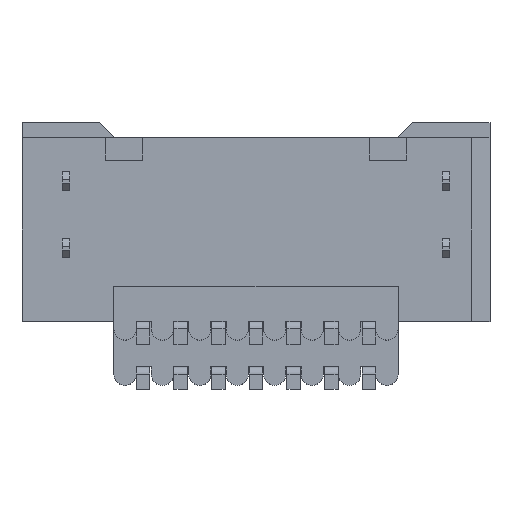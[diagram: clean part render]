
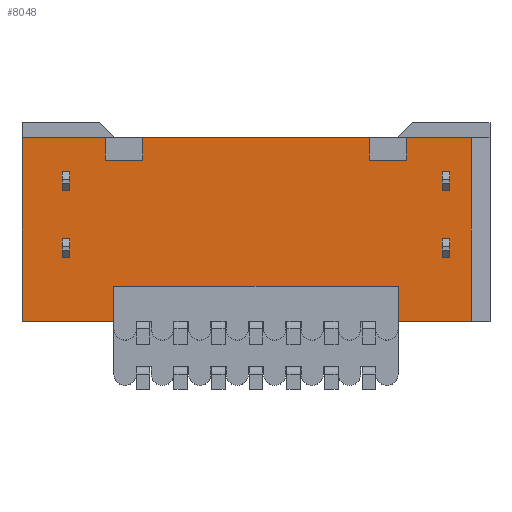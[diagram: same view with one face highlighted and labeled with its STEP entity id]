
A CAD part, top view. The second image highlights one B-rep face of the part: STEP entity #8048.
In plain terms, the highlighted planar face has unit normal (0, 0, 1).
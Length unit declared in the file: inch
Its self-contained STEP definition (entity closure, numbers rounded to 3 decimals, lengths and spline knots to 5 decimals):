
#1503=ORIENTED_EDGE('',*,*,#3174,.F.);
#1504=ORIENTED_EDGE('',*,*,#3175,.T.);
#1505=ORIENTED_EDGE('',*,*,#3176,.F.);
#1506=ORIENTED_EDGE('',*,*,#3177,.F.);
#1507=ORIENTED_EDGE('',*,*,#3178,.F.);
#1508=ORIENTED_EDGE('',*,*,#3179,.T.);
#1509=ORIENTED_EDGE('',*,*,#3180,.F.);
#1510=ORIENTED_EDGE('',*,*,#3181,.F.);
#1511=ORIENTED_EDGE('',*,*,#3182,.F.);
#1512=ORIENTED_EDGE('',*,*,#3183,.T.);
#1513=ORIENTED_EDGE('',*,*,#3184,.F.);
#1514=ORIENTED_EDGE('',*,*,#3185,.F.);
#1515=ORIENTED_EDGE('',*,*,#3186,.F.);
#1516=ORIENTED_EDGE('',*,*,#3187,.T.);
#1517=ORIENTED_EDGE('',*,*,#3188,.F.);
#1518=ORIENTED_EDGE('',*,*,#3189,.F.);
#1519=ORIENTED_EDGE('',*,*,#3190,.F.);
#1520=ORIENTED_EDGE('',*,*,#3191,.T.);
#1521=ORIENTED_EDGE('',*,*,#3192,.F.);
#1522=ORIENTED_EDGE('',*,*,#3193,.F.);
#1523=ORIENTED_EDGE('',*,*,#3194,.F.);
#1524=ORIENTED_EDGE('',*,*,#3195,.T.);
#1525=ORIENTED_EDGE('',*,*,#3196,.T.);
#1526=ORIENTED_EDGE('',*,*,#3197,.T.);
#1527=ORIENTED_EDGE('',*,*,#3198,.F.);
#1528=ORIENTED_EDGE('',*,*,#3199,.F.);
#1529=ORIENTED_EDGE('',*,*,#3200,.T.);
#1530=ORIENTED_EDGE('',*,*,#3201,.T.);
#1531=ORIENTED_EDGE('',*,*,#3202,.F.);
#1532=ORIENTED_EDGE('',*,*,#3203,.T.);
#1533=ORIENTED_EDGE('',*,*,#3204,.F.);
#1534=ORIENTED_EDGE('',*,*,#3205,.F.);
#3174=EDGE_CURVE('',#4127,#4128,#5027,.T.);
#3175=EDGE_CURVE('',#4127,#4129,#5028,.T.);
#3176=EDGE_CURVE('',#4130,#4129,#5029,.T.);
#3177=EDGE_CURVE('',#4128,#4130,#5030,.T.);
#3178=EDGE_CURVE('',#4131,#4132,#5031,.T.);
#3179=EDGE_CURVE('',#4131,#4133,#5032,.T.);
#3180=EDGE_CURVE('',#4134,#4133,#5033,.T.);
#3181=EDGE_CURVE('',#4132,#4134,#5034,.T.);
#3182=EDGE_CURVE('',#4135,#4136,#5035,.T.);
#3183=EDGE_CURVE('',#4135,#4137,#5036,.T.);
#3184=EDGE_CURVE('',#4138,#4137,#5037,.T.);
#3185=EDGE_CURVE('',#4136,#4138,#5038,.T.);
#3186=EDGE_CURVE('',#4139,#4140,#5039,.T.);
#3187=EDGE_CURVE('',#4139,#4141,#5040,.T.);
#3188=EDGE_CURVE('',#4142,#4141,#5041,.T.);
#3189=EDGE_CURVE('',#4140,#4142,#5042,.T.);
#3190=EDGE_CURVE('',#4143,#4144,#5043,.T.);
#3191=EDGE_CURVE('',#4143,#4145,#5044,.T.);
#3192=EDGE_CURVE('',#4146,#4145,#5045,.T.);
#3193=EDGE_CURVE('',#4147,#4146,#5046,.T.);
#3194=EDGE_CURVE('',#4148,#4147,#5047,.T.);
#3195=EDGE_CURVE('',#4148,#4149,#5048,.T.);
#3196=EDGE_CURVE('',#4149,#4150,#5049,.T.);
#3197=EDGE_CURVE('',#4150,#4151,#5050,.T.);
#3198=EDGE_CURVE('',#4152,#4151,#5051,.T.);
#3199=EDGE_CURVE('',#4153,#4152,#5052,.T.);
#3200=EDGE_CURVE('',#4153,#4154,#5053,.T.);
#3201=EDGE_CURVE('',#4154,#4155,#5054,.T.);
#3202=EDGE_CURVE('',#4156,#4155,#5055,.T.);
#3203=EDGE_CURVE('',#4156,#4157,#5056,.T.);
#3204=EDGE_CURVE('',#4158,#4157,#5057,.T.);
#3205=EDGE_CURVE('',#4144,#4158,#5058,.T.);
#4127=VERTEX_POINT('',#12237);
#4128=VERTEX_POINT('',#12238);
#4129=VERTEX_POINT('',#12240);
#4130=VERTEX_POINT('',#12242);
#4131=VERTEX_POINT('',#12245);
#4132=VERTEX_POINT('',#12246);
#4133=VERTEX_POINT('',#12248);
#4134=VERTEX_POINT('',#12250);
#4135=VERTEX_POINT('',#12253);
#4136=VERTEX_POINT('',#12254);
#4137=VERTEX_POINT('',#12256);
#4138=VERTEX_POINT('',#12258);
#4139=VERTEX_POINT('',#12261);
#4140=VERTEX_POINT('',#12262);
#4141=VERTEX_POINT('',#12264);
#4142=VERTEX_POINT('',#12266);
#4143=VERTEX_POINT('',#12269);
#4144=VERTEX_POINT('',#12270);
#4145=VERTEX_POINT('',#12272);
#4146=VERTEX_POINT('',#12274);
#4147=VERTEX_POINT('',#12276);
#4148=VERTEX_POINT('',#12278);
#4149=VERTEX_POINT('',#12280);
#4150=VERTEX_POINT('',#12282);
#4151=VERTEX_POINT('',#12284);
#4152=VERTEX_POINT('',#12286);
#4153=VERTEX_POINT('',#12288);
#4154=VERTEX_POINT('',#12290);
#4155=VERTEX_POINT('',#12292);
#4156=VERTEX_POINT('',#12294);
#4157=VERTEX_POINT('',#12296);
#4158=VERTEX_POINT('',#12298);
#5027=LINE('',#12236,#6071);
#5028=LINE('',#12239,#6072);
#5029=LINE('',#12241,#6073);
#5030=LINE('',#12243,#6074);
#5031=LINE('',#12244,#6075);
#5032=LINE('',#12247,#6076);
#5033=LINE('',#12249,#6077);
#5034=LINE('',#12251,#6078);
#5035=LINE('',#12252,#6079);
#5036=LINE('',#12255,#6080);
#5037=LINE('',#12257,#6081);
#5038=LINE('',#12259,#6082);
#5039=LINE('',#12260,#6083);
#5040=LINE('',#12263,#6084);
#5041=LINE('',#12265,#6085);
#5042=LINE('',#12267,#6086);
#5043=LINE('',#12268,#6087);
#5044=LINE('',#12271,#6088);
#5045=LINE('',#12273,#6089);
#5046=LINE('',#12275,#6090);
#5047=LINE('',#12277,#6091);
#5048=LINE('',#12279,#6092);
#5049=LINE('',#12281,#6093);
#5050=LINE('',#12283,#6094);
#5051=LINE('',#12285,#6095);
#5052=LINE('',#12287,#6096);
#5053=LINE('',#12289,#6097);
#5054=LINE('',#12291,#6098);
#5055=LINE('',#12293,#6099);
#5056=LINE('',#12295,#6100);
#5057=LINE('',#12297,#6101);
#5058=LINE('',#12299,#6102);
#6071=VECTOR('',#10002,39.37008);
#6072=VECTOR('',#10003,39.37008);
#6073=VECTOR('',#10004,39.37008);
#6074=VECTOR('',#10005,39.37008);
#6075=VECTOR('',#10006,39.37008);
#6076=VECTOR('',#10007,39.37008);
#6077=VECTOR('',#10008,39.37008);
#6078=VECTOR('',#10009,39.37008);
#6079=VECTOR('',#10010,39.37008);
#6080=VECTOR('',#10011,39.37008);
#6081=VECTOR('',#10012,39.37008);
#6082=VECTOR('',#10013,39.37008);
#6083=VECTOR('',#10014,39.37008);
#6084=VECTOR('',#10015,39.37008);
#6085=VECTOR('',#10016,39.37008);
#6086=VECTOR('',#10017,39.37008);
#6087=VECTOR('',#10018,39.37008);
#6088=VECTOR('',#10019,39.37008);
#6089=VECTOR('',#10020,39.37008);
#6090=VECTOR('',#10021,39.37008);
#6091=VECTOR('',#10022,39.37008);
#6092=VECTOR('',#10023,39.37008);
#6093=VECTOR('',#10024,39.37008);
#6094=VECTOR('',#10025,39.37008);
#6095=VECTOR('',#10026,39.37008);
#6096=VECTOR('',#10027,39.37008);
#6097=VECTOR('',#10028,39.37008);
#6098=VECTOR('',#10029,39.37008);
#6099=VECTOR('',#10030,39.37008);
#6100=VECTOR('',#10031,39.37008);
#6101=VECTOR('',#10032,39.37008);
#6102=VECTOR('',#10033,39.37008);
#6815=EDGE_LOOP('',(#1503,#1504,#1505,#1506));
#6816=EDGE_LOOP('',(#1507,#1508,#1509,#1510));
#6817=EDGE_LOOP('',(#1511,#1512,#1513,#1514));
#6818=EDGE_LOOP('',(#1515,#1516,#1517,#1518));
#6819=EDGE_LOOP('',(#1519,#1520,#1521,#1522,#1523,#1524,#1525,#1526,#1527,
#1528,#1529,#1530,#1531,#1532,#1533,#1534));
#7266=FACE_BOUND('',#6815,.T.);
#7267=FACE_BOUND('',#6816,.T.);
#7268=FACE_BOUND('',#6817,.T.);
#7269=FACE_BOUND('',#6818,.T.);
#7270=FACE_BOUND('',#6819,.T.);
#7647=PLANE('',#8576);
#8048=ADVANCED_FACE('',(#7266,#7267,#7268,#7269,#7270),#7647,.F.);
#8576=AXIS2_PLACEMENT_3D('',#12235,#10000,#10001);
#10000=DIRECTION('',(0.,0.,-1.));
#10001=DIRECTION('',(-1.,0.,0.));
#10002=DIRECTION('',(-1.,0.,0.));
#10003=DIRECTION('',(0.,-1.,0.));
#10004=DIRECTION('',(1.,0.,0.));
#10005=DIRECTION('',(0.,-1.,0.));
#10006=DIRECTION('',(-1.,0.,0.));
#10007=DIRECTION('',(0.,-1.,0.));
#10008=DIRECTION('',(1.,0.,0.));
#10009=DIRECTION('',(0.,-1.,0.));
#10010=DIRECTION('',(-1.,0.,0.));
#10011=DIRECTION('',(0.,-1.,0.));
#10012=DIRECTION('',(1.,0.,0.));
#10013=DIRECTION('',(0.,-1.,0.));
#10014=DIRECTION('',(-1.,0.,0.));
#10015=DIRECTION('',(0.,-1.,0.));
#10016=DIRECTION('',(1.,0.,0.));
#10017=DIRECTION('',(0.,-1.,0.));
#10018=DIRECTION('',(0.,-1.,0.));
#10019=DIRECTION('',(-1.,0.,0.));
#10020=DIRECTION('',(0.,1.,0.));
#10021=DIRECTION('',(1.,0.,0.));
#10022=DIRECTION('',(0.,-1.,0.));
#10023=DIRECTION('',(-1.,0.,0.));
#10024=DIRECTION('',(0.,-1.,0.));
#10025=DIRECTION('',(1.,0.,0.));
#10026=DIRECTION('',(0.,-1.,0.));
#10027=DIRECTION('',(-1.,0.,0.));
#10028=DIRECTION('',(0.,-1.,0.));
#10029=DIRECTION('',(1.,0.,0.));
#10030=DIRECTION('',(0.,-1.,0.));
#10031=DIRECTION('',(-1.,0.,0.));
#10032=DIRECTION('',(0.,1.,0.));
#10033=DIRECTION('',(1.,0.,0.));
#12235=CARTESIAN_POINT('',(-0.3105,0.264,0.1125));
#12236=CARTESIAN_POINT('',(-0.3105,0.1985,0.1125));
#12237=CARTESIAN_POINT('',(0.257,0.1985,0.1125));
#12238=CARTESIAN_POINT('',(0.247,0.1985,0.1125));
#12239=CARTESIAN_POINT('',(0.257,0.264,0.1125));
#12240=CARTESIAN_POINT('',(0.257,0.1735,0.1125));
#12241=CARTESIAN_POINT('',(-0.3105,0.1735,0.1125));
#12242=CARTESIAN_POINT('',(0.247,0.1735,0.1125));
#12243=CARTESIAN_POINT('',(0.247,0.264,0.1125));
#12244=CARTESIAN_POINT('',(-0.3105,0.1095,0.1125));
#12245=CARTESIAN_POINT('',(0.257,0.1095,0.1125));
#12246=CARTESIAN_POINT('',(0.247,0.1095,0.1125));
#12247=CARTESIAN_POINT('',(0.257,0.264,0.1125));
#12248=CARTESIAN_POINT('',(0.257,0.0845,0.1125));
#12249=CARTESIAN_POINT('',(-0.3105,0.0845,0.1125));
#12250=CARTESIAN_POINT('',(0.247,0.0845,0.1125));
#12251=CARTESIAN_POINT('',(0.247,0.264,0.1125));
#12252=CARTESIAN_POINT('',(-0.3105,0.1985,0.1125));
#12253=CARTESIAN_POINT('',(-0.247,0.1985,0.1125));
#12254=CARTESIAN_POINT('',(-0.257,0.1985,0.1125));
#12255=CARTESIAN_POINT('',(-0.247,0.264,0.1125));
#12256=CARTESIAN_POINT('',(-0.247,0.1735,0.1125));
#12257=CARTESIAN_POINT('',(-0.3105,0.1735,0.1125));
#12258=CARTESIAN_POINT('',(-0.257,0.1735,0.1125));
#12259=CARTESIAN_POINT('',(-0.257,0.264,0.1125));
#12260=CARTESIAN_POINT('',(-0.3105,0.1095,0.1125));
#12261=CARTESIAN_POINT('',(-0.247,0.1095,0.1125));
#12262=CARTESIAN_POINT('',(-0.257,0.1095,0.1125));
#12263=CARTESIAN_POINT('',(-0.247,0.264,0.1125));
#12264=CARTESIAN_POINT('',(-0.247,0.0845,0.1125));
#12265=CARTESIAN_POINT('',(-0.3105,0.0845,0.1125));
#12266=CARTESIAN_POINT('',(-0.257,0.0845,0.1125));
#12267=CARTESIAN_POINT('',(-0.257,0.264,0.1125));
#12268=CARTESIAN_POINT('',(0.15,0.264,0.1125));
#12269=CARTESIAN_POINT('',(0.15,0.244,0.1125));
#12270=CARTESIAN_POINT('',(0.15,0.214,0.1125));
#12271=CARTESIAN_POINT('',(0.45,0.244,0.1125));
#12272=CARTESIAN_POINT('',(-0.15,0.244,0.1125));
#12273=CARTESIAN_POINT('',(-0.15,0.264,0.1125));
#12274=CARTESIAN_POINT('',(-0.15,0.214,0.1125));
#12275=CARTESIAN_POINT('',(-0.3105,0.214,0.1125));
#12276=CARTESIAN_POINT('',(-0.2,0.214,0.1125));
#12277=CARTESIAN_POINT('',(-0.2,0.264,0.1125));
#12278=CARTESIAN_POINT('',(-0.2,0.244,0.1125));
#12279=CARTESIAN_POINT('',(0.45,0.244,0.1125));
#12280=CARTESIAN_POINT('',(-0.3105,0.244,0.1125));
#12281=CARTESIAN_POINT('',(-0.3105,0.264,0.1125));
#12282=CARTESIAN_POINT('',(-0.3105,0.,0.1125));
#12283=CARTESIAN_POINT('',(-0.3105,0.,0.1125));
#12284=CARTESIAN_POINT('',(-0.1885,0.,0.1125));
#12285=CARTESIAN_POINT('',(-0.1885,0.047,0.1125));
#12286=CARTESIAN_POINT('',(-0.1885,0.047,0.1125));
#12287=CARTESIAN_POINT('',(0.1885,0.047,0.1125));
#12288=CARTESIAN_POINT('',(0.1885,0.047,0.1125));
#12289=CARTESIAN_POINT('',(0.1885,0.047,0.1125));
#12290=CARTESIAN_POINT('',(0.1885,0.,0.1125));
#12291=CARTESIAN_POINT('',(-0.3105,0.,0.1125));
#12292=CARTESIAN_POINT('',(0.2855,0.,0.1125));
#12293=CARTESIAN_POINT('',(0.2855,0.264,0.1125));
#12294=CARTESIAN_POINT('',(0.2855,0.244,0.1125));
#12295=CARTESIAN_POINT('',(0.45,0.244,0.1125));
#12296=CARTESIAN_POINT('',(0.2,0.244,0.1125));
#12297=CARTESIAN_POINT('',(0.2,0.264,0.1125));
#12298=CARTESIAN_POINT('',(0.2,0.214,0.1125));
#12299=CARTESIAN_POINT('',(-0.3105,0.214,0.1125));
